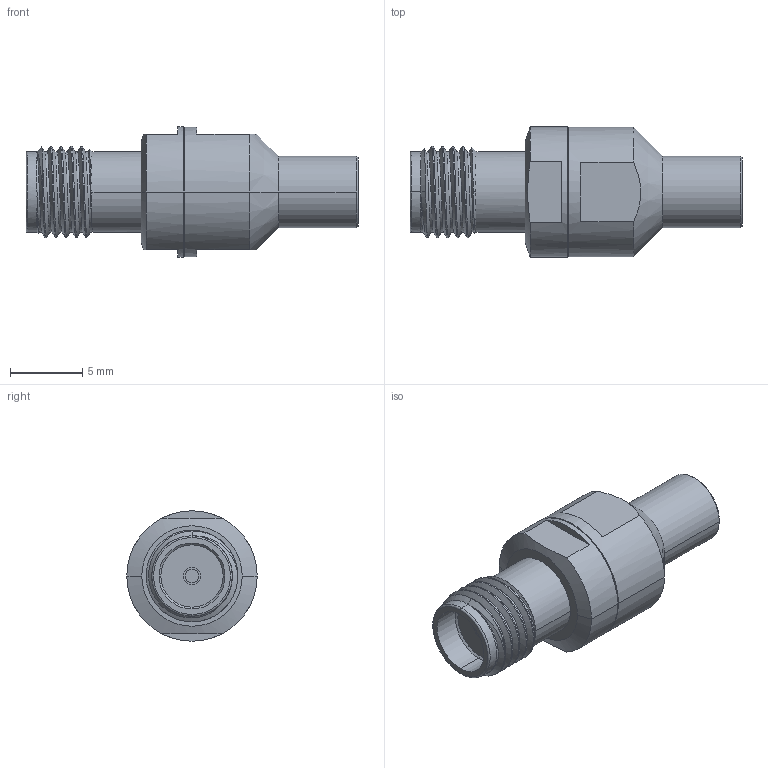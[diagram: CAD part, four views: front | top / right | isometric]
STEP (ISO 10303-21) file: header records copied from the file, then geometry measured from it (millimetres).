
FILE_DESCRIPTION (( 'STEP AP203' ), '1' );
FILE_NAME ('PE91307.step', '2019-02-27T21:27:59', ( '' ), ( '' ), 'SwSTEP 2.0', 'SolidWorks 2017', '' );
FILE_SCHEMA (( 'CONFIG_CONTROL_DESIGN' ));
Length unit declared in the file: inch
Products named in the file (1): PE91307
Bounding box: 23 x 9.03 x 9.03 mm (x, y, z)
Volume: 790.1 mm3; surface area: 691.5 mm2
Topology: 1 solids, 1 shells, 79 faces, 183 edges, 113 vertices
Faces by surface type: cylinder 36, cone 18, plane 18, bspline 3, torus 2, sphere 2
Entity records: 3379 total; most frequent: CARTESIAN_POINT 1583, DIRECTION 363, ORIENTED_EDGE 358, EDGE_CURVE 179, AXIS2_PLACEMENT_3D 150, VERTEX_POINT 111, EDGE_LOOP 88, ADVANCED_FACE 79
